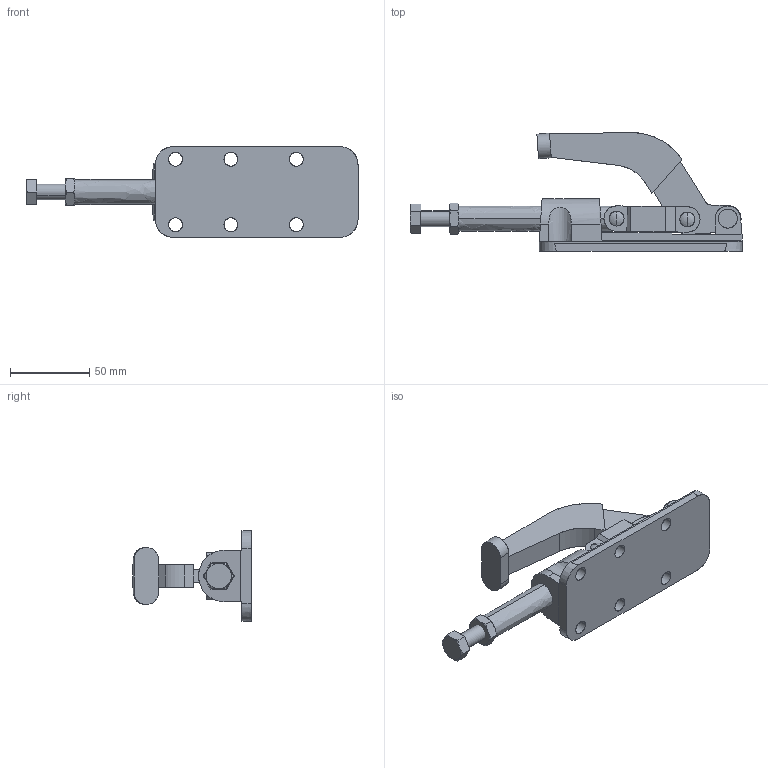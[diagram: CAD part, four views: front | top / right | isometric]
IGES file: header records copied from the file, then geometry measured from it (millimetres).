
Start section: SolidWorks IGES file using analytic representation for surfaces
Global section: file name: EMC36330.IGS,; native system: SolidWorks 2016; preprocessor: SolidWorks 2016; author: LinWei; date: 190109.164312; units: millimetre
Bounding box: 209.44 x 74.87 x 57 mm (x, y, z)
Surface area: 49729.7 mm2 (no closed solid volume)
Topology: 0 solids, 0 shells, 188 faces, 3270 edges, 3268 vertices
Faces by surface type: bspline 99, revolution 89
